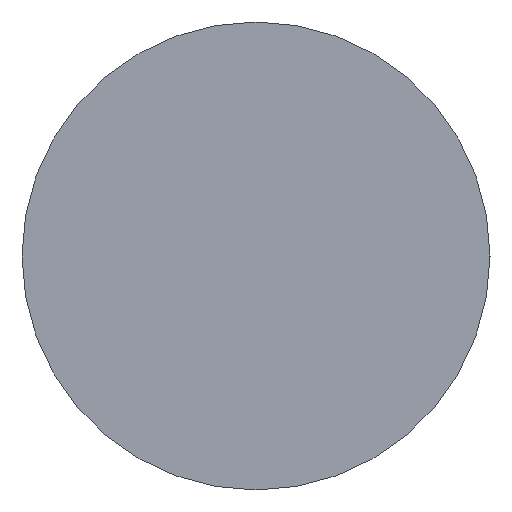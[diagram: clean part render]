
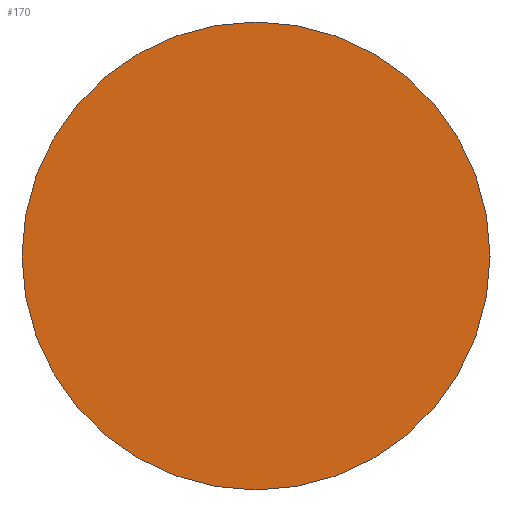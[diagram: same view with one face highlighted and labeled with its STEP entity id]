
A CAD part, left-side view. The second image highlights one B-rep face of the part: STEP entity #170.
In plain terms, the highlighted planar face has unit normal (-1, 0, 0).
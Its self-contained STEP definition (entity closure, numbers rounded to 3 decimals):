
#17 = DIRECTION ( 'NONE',  ( 0., 0., 1. ) ) ;
#22 = EDGE_CURVE ( 'NONE', #120, #40, #151, .T. ) ;
#25 = CIRCLE ( 'NONE', #124, 19. ) ;
#40 = VERTEX_POINT ( 'NONE', #82 ) ;
#50 = ORIENTED_EDGE ( 'NONE', *, *, #22, .T. ) ;
#68 = CARTESIAN_POINT ( 'NONE',  ( 2561.091, -224.918, 0. ) ) ;
#69 = ORIENTED_EDGE ( 'NONE', *, *, #116, .T. ) ;
#71 = AXIS2_PLACEMENT_3D ( 'NONE', #105, #77, #17 ) ;
#72 = FACE_OUTER_BOUND ( 'NONE', #179, .T. ) ;
#77 = DIRECTION ( 'NONE',  ( -1., 0., 0. ) ) ;
#82 = CARTESIAN_POINT ( 'NONE',  ( 2561.091, -224.918, -19. ) ) ;
#84 = DIRECTION ( 'NONE',  ( 0., 0., 1. ) ) ;
#88 = PLANE ( 'NONE',  #71 ) ;
#105 = CARTESIAN_POINT ( 'NONE',  ( 2561.091, 0., 0. ) ) ;
#116 = EDGE_CURVE ( 'NONE', #40, #120, #25, .T. ) ;
#120 = VERTEX_POINT ( 'NONE', #123 ) ;
#121 = DIRECTION ( 'NONE',  ( -1., 0., 0. ) ) ;
#123 = CARTESIAN_POINT ( 'NONE',  ( 2561.091, -224.918, 19. ) ) ;
#124 = AXIS2_PLACEMENT_3D ( 'NONE', #68, #181, #126 ) ;
#126 = DIRECTION ( 'NONE',  ( 0., 0., 1. ) ) ;
#151 = CIRCLE ( 'NONE', #167, 19. ) ;
#167 = AXIS2_PLACEMENT_3D ( 'NONE', #186, #121, #84 ) ;
#170 = ADVANCED_FACE ( 'NONE', ( #72 ), #88, .T. ) ;
#179 = EDGE_LOOP ( 'NONE', ( #50, #69 ) ) ;
#181 = DIRECTION ( 'NONE',  ( -1., 0., 0. ) ) ;
#186 = CARTESIAN_POINT ( 'NONE',  ( 2561.091, -224.918, 0. ) ) ;
